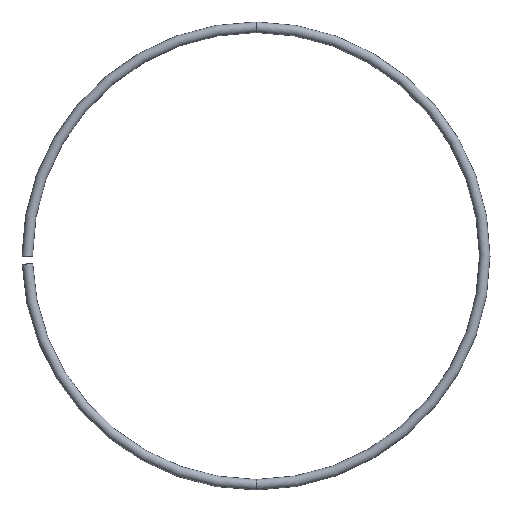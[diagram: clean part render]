
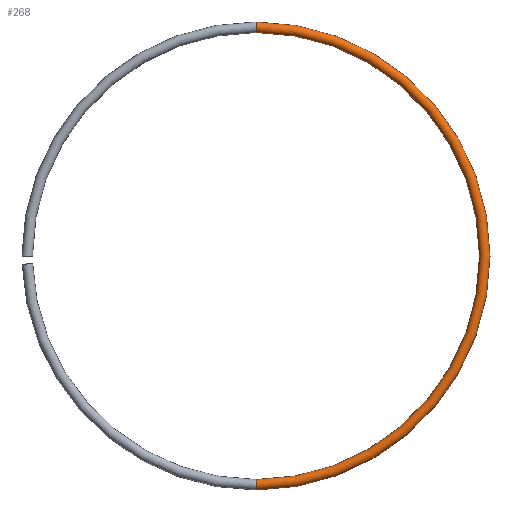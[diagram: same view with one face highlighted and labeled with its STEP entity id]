
A CAD part, left-side view. The second image highlights one B-rep face of the part: STEP entity #268.
In plain terms, the highlighted toroidal (fillet/blend) face has major radius 65.25 mm and minor radius 1.5 mm.
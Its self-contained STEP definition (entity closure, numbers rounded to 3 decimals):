
#17 = CARTESIAN_POINT ( 'NONE',  ( 0., 0., -63.75 ) ) ;
#26 = ORIENTED_EDGE ( 'NONE', *, *, #66, .F. ) ;
#41 = EDGE_CURVE ( 'NONE', #276, #181, #199, .T. ) ;
#55 = CARTESIAN_POINT ( 'NONE',  ( 0., 0., -66.75 ) ) ;
#57 = EDGE_LOOP ( 'NONE', ( #26, #218, #206, #198 ) ) ;
#66 = EDGE_CURVE ( 'NONE', #152, #276, #269, .T. ) ;
#84 = AXIS2_PLACEMENT_3D ( 'NONE', #136, #255, #172 ) ;
#87 = AXIS2_PLACEMENT_3D ( 'NONE', #187, #204, #254 ) ;
#105 = AXIS2_PLACEMENT_3D ( 'NONE', #191, #202, #147 ) ;
#124 = CIRCLE ( 'NONE', #84, 1.5 ) ;
#125 = FACE_OUTER_BOUND ( 'NONE', #57, .T. ) ;
#131 = TOROIDAL_SURFACE ( 'NONE', #87, 65.25, 1.5 ) ;
#136 = CARTESIAN_POINT ( 'NONE',  ( 0., 0., 65.25 ) ) ;
#143 = CIRCLE ( 'NONE', #105, 66.75 ) ;
#147 = DIRECTION ( 'NONE',  ( 0., 0., 1. ) ) ;
#152 = VERTEX_POINT ( 'NONE', #55 ) ;
#161 = CARTESIAN_POINT ( 'NONE',  ( 0., 0., 0. ) ) ;
#162 = CARTESIAN_POINT ( 'NONE',  ( 0., 0., 63.75 ) ) ;
#163 = DIRECTION ( 'NONE',  ( -1., 0., 0. ) ) ;
#166 = DIRECTION ( 'NONE',  ( 0., 0., 1. ) ) ;
#172 = DIRECTION ( 'NONE',  ( 0., 0., -1. ) ) ;
#181 = VERTEX_POINT ( 'NONE', #162 ) ;
#182 = VERTEX_POINT ( 'NONE', #227 ) ;
#183 = CARTESIAN_POINT ( 'NONE',  ( 0., 0., -65.25 ) ) ;
#185 = DIRECTION ( 'NONE',  ( 0., 1., 0. ) ) ;
#186 = DIRECTION ( 'NONE',  ( 0., 0., 1. ) ) ;
#187 = CARTESIAN_POINT ( 'NONE',  ( 0., 0., 0. ) ) ;
#188 = AXIS2_PLACEMENT_3D ( 'NONE', #183, #185, #186 ) ;
#191 = CARTESIAN_POINT ( 'NONE',  ( 0., 0., 0. ) ) ;
#197 = AXIS2_PLACEMENT_3D ( 'NONE', #161, #163, #166 ) ;
#198 = ORIENTED_EDGE ( 'NONE', *, *, #41, .F. ) ;
#199 = CIRCLE ( 'NONE', #197, 63.75 ) ;
#202 = DIRECTION ( 'NONE',  ( -1., 0., 0. ) ) ;
#204 = DIRECTION ( 'NONE',  ( -1., 0., 0. ) ) ;
#206 = ORIENTED_EDGE ( 'NONE', *, *, #277, .T. ) ;
#218 = ORIENTED_EDGE ( 'NONE', *, *, #250, .T. ) ;
#227 = CARTESIAN_POINT ( 'NONE',  ( 0., 0., 66.75 ) ) ;
#250 = EDGE_CURVE ( 'NONE', #152, #182, #143, .T. ) ;
#254 = DIRECTION ( 'NONE',  ( 0., 0., 1. ) ) ;
#255 = DIRECTION ( 'NONE',  ( 0., -1., 0. ) ) ;
#268 = ADVANCED_FACE ( 'NONE', ( #125 ), #131, .T. ) ;
#269 = CIRCLE ( 'NONE', #188, 1.5 ) ;
#276 = VERTEX_POINT ( 'NONE', #17 ) ;
#277 = EDGE_CURVE ( 'NONE', #182, #181, #124, .T. ) ;
